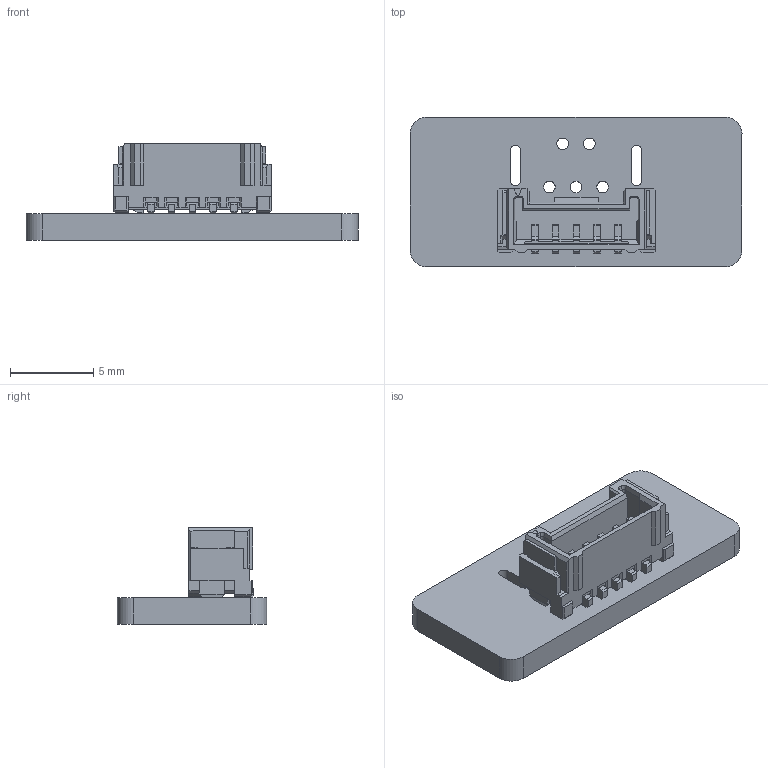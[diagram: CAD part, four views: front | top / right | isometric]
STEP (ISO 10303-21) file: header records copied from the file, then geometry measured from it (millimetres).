
FILE_DESCRIPTION(('KiCad electronic assembly'),'2;1');
FILE_NAME('MiniUSB_ADAPTER-PCBA.step','2020-07-14T13:48:10',('An Author' ),('A Company'),'Open CASCADE STEP processor 6.9', 'KiCad to STEP converter','Unknown');
FILE_SCHEMA(('AUTOMOTIVE_DESIGN { 1 0 10303 214 1 1 1 1 }'));
Length unit declared in the file: millimetre
Products named in the file (4): Open CASCADE STEP translator 6.9 1; 5055680571; COMPOUND
Assembly tree (3 placements, depth 3):
  Open CASCADE STEP translator 6.9 1
    5055680571
      COMPOUND
    COMPOUND
Bounding box: 20 x 9 x 5.81 mm (x, y, z)
Volume: 354.6 mm3; surface area: 737 mm2
Topology: 2 solids, 2 shells, 358 faces, 1005 edges, 651 vertices
Faces by surface type: plane 306, cylinder 48, cone 4
Full cylindrical faces by diameter (mm): 0.7 x5
Entity records: 25033 total; most frequent: CARTESIAN_POINT 4718, DIRECTION 3771, LINE 2799, VECTOR 2799, ORIENTED_EDGE 2010, PCURVE 2010, DEFINITIONAL_REPRESENTATION 2010, EDGE_CURVE 1005
